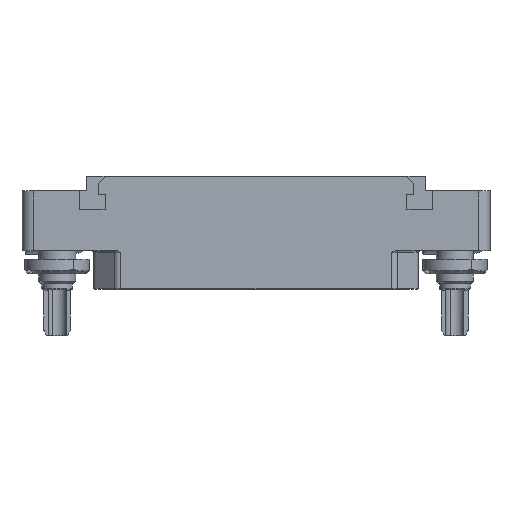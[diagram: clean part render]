
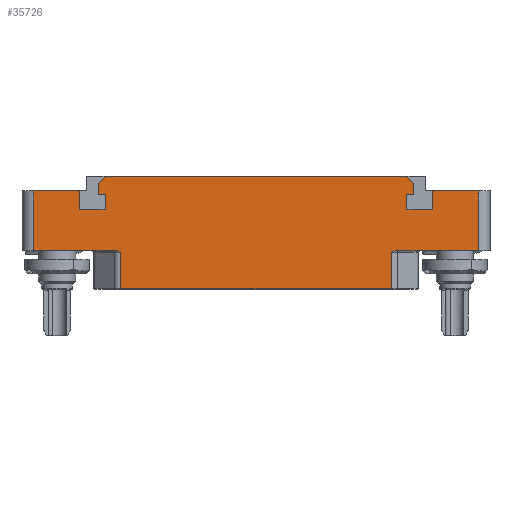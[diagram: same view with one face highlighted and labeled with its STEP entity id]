
A CAD part, top view. The second image highlights one B-rep face of the part: STEP entity #35726.
In plain terms, the highlighted planar face has unit normal (0, 0, 1).
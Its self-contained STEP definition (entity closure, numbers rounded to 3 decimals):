
#2768=DIRECTION('',(-1.,0.,0.));
#2769=VECTOR('',#2768,46.236);
#2770=CARTESIAN_POINT('',(23.118,-6.5,7.));
#2771=LINE('',#2770,#2769);
#2859=DIRECTION('',(1.,0.,0.));
#2860=VECTOR('',#2859,14.082);
#2861=CARTESIAN_POINT('',(-38.,0.,7.));
#2862=LINE('',#2861,#2860);
#6301=DIRECTION('',(0.,-1.,0.));
#6302=VECTOR('',#6301,10.25);
#6303=CARTESIAN_POINT('',(-38.,10.25,7.));
#6304=LINE('',#6303,#6302);
#6319=DIRECTION('',(1.,0.,0.));
#6320=VECTOR('',#6319,7.8);
#6321=CARTESIAN_POINT('',(-38.,10.25,7.));
#6322=LINE('',#6321,#6320);
#6323=DIRECTION('',(0.,-1.,0.));
#6324=VECTOR('',#6323,3.2);
#6325=CARTESIAN_POINT('',(-30.2,10.25,7.));
#6326=LINE('',#6325,#6324);
#6327=DIRECTION('',(1.,0.,0.));
#6328=VECTOR('',#6327,4.4);
#6329=CARTESIAN_POINT('',(-30.2,7.05,7.));
#6330=LINE('',#6329,#6328);
#6331=DIRECTION('',(0.,1.,0.));
#6332=VECTOR('',#6331,2.6);
#6333=CARTESIAN_POINT('',(-25.8,7.05,7.));
#6334=LINE('',#6333,#6332);
#6335=DIRECTION('',(-1.,0.,0.));
#6336=VECTOR('',#6335,1.2);
#6337=CARTESIAN_POINT('',(-25.8,9.65,7.));
#6338=LINE('',#6337,#6336);
#6339=DIRECTION('',(0.,-1.,0.));
#6340=VECTOR('',#6339,1.9);
#6341=CARTESIAN_POINT('',(-27.,11.55,7.));
#6342=LINE('',#6341,#6340);
#6343=DIRECTION('',(1.,0.,0.));
#6344=VECTOR('',#6343,51.6);
#6345=CARTESIAN_POINT('',(-25.8,12.75,7.));
#6346=LINE('',#6345,#6344);
#6347=DIRECTION('',(0.,-1.,0.));
#6348=VECTOR('',#6347,1.9);
#6349=CARTESIAN_POINT('',(27.,11.55,7.));
#6350=LINE('',#6349,#6348);
#6351=DIRECTION('',(-1.,0.,0.));
#6352=VECTOR('',#6351,1.2);
#6353=CARTESIAN_POINT('',(27.,9.65,7.));
#6354=LINE('',#6353,#6352);
#6355=DIRECTION('',(0.,-1.,0.));
#6356=VECTOR('',#6355,2.6);
#6357=CARTESIAN_POINT('',(25.8,9.65,7.));
#6358=LINE('',#6357,#6356);
#6359=DIRECTION('',(1.,0.,0.));
#6360=VECTOR('',#6359,4.4);
#6361=CARTESIAN_POINT('',(25.8,7.05,7.));
#6362=LINE('',#6361,#6360);
#6363=DIRECTION('',(0.,1.,0.));
#6364=VECTOR('',#6363,3.2);
#6365=CARTESIAN_POINT('',(30.2,7.05,7.));
#6366=LINE('',#6365,#6364);
#6367=DIRECTION('',(1.,0.,0.));
#6368=VECTOR('',#6367,7.8);
#6369=CARTESIAN_POINT('',(30.2,10.25,7.));
#6370=LINE('',#6369,#6368);
#6427=DIRECTION('',(1.,0.,0.));
#6428=VECTOR('',#6427,14.082);
#6429=CARTESIAN_POINT('',(23.918,0.,7.));
#6430=LINE('',#6429,#6428);
#10517=DIRECTION('',(0.,1.,0.));
#10518=VECTOR('',#10517,10.25);
#10519=CARTESIAN_POINT('',(38.,0.,7.));
#10520=LINE('',#10519,#10518);
#10581=CARTESIAN_POINT('',(23.118,-0.2,7.));
#10582=CARTESIAN_POINT('',(23.14,-0.192,7.));
#10583=CARTESIAN_POINT('',(23.184,-0.176,7.));
#10584=CARTESIAN_POINT('',(23.251,-0.152,7.));
#10585=CARTESIAN_POINT('',(23.318,-0.128,7.));
#10586=CARTESIAN_POINT('',(23.385,-0.106,7.));
#10587=CARTESIAN_POINT('',(23.451,-0.085,7.));
#10588=CARTESIAN_POINT('',(23.515,-0.066,7.));
#10589=CARTESIAN_POINT('',(23.577,-0.049,7.));
#10590=CARTESIAN_POINT('',(23.636,-0.035,7.));
#10591=CARTESIAN_POINT('',(23.688,-0.024,7.));
#10592=CARTESIAN_POINT('',(23.734,-0.016,7.));
#10593=CARTESIAN_POINT('',(23.776,-0.01,7.));
#10594=CARTESIAN_POINT('',(23.814,-0.005,7.));
#10595=CARTESIAN_POINT('',(23.85,-0.002,7.));
#10596=CARTESIAN_POINT('',(23.884,0.,7.));
#10597=CARTESIAN_POINT('',(23.907,0.,7.));
#10598=CARTESIAN_POINT('',(23.918,0.,7.));
#10614=DIRECTION('',(0.,1.,0.));
#10615=VECTOR('',#10614,6.3);
#10616=CARTESIAN_POINT('',(23.118,-6.5,7.));
#10617=LINE('',#10616,#10615);
#10618=DIRECTION('',(0.,1.,0.));
#10619=VECTOR('',#10618,6.3);
#10620=CARTESIAN_POINT('',(-23.118,-6.5,7.));
#10621=LINE('',#10620,#10619);
#10646=CARTESIAN_POINT('',(-23.918,0.,7.));
#10647=CARTESIAN_POINT('',(-23.907,0.,7.));
#10648=CARTESIAN_POINT('',(-23.884,0.,7.));
#10649=CARTESIAN_POINT('',(-23.85,-0.002,7.));
#10650=CARTESIAN_POINT('',(-23.814,-0.005,7.));
#10651=CARTESIAN_POINT('',(-23.776,-0.01,7.));
#10652=CARTESIAN_POINT('',(-23.734,-0.016,7.));
#10653=CARTESIAN_POINT('',(-23.688,-0.024,7.));
#10654=CARTESIAN_POINT('',(-23.636,-0.035,7.));
#10655=CARTESIAN_POINT('',(-23.577,-0.049,7.));
#10656=CARTESIAN_POINT('',(-23.515,-0.066,7.));
#10657=CARTESIAN_POINT('',(-23.451,-0.085,7.));
#10658=CARTESIAN_POINT('',(-23.385,-0.106,7.));
#10659=CARTESIAN_POINT('',(-23.318,-0.128,7.));
#10660=CARTESIAN_POINT('',(-23.251,-0.152,7.));
#10661=CARTESIAN_POINT('',(-23.184,-0.176,7.));
#10662=CARTESIAN_POINT('',(-23.14,-0.192,7.));
#10663=CARTESIAN_POINT('',(-23.118,-0.2,7.));
#10813=DIRECTION('',(-0.707,-0.707,0.));
#10814=VECTOR('',#10813,1.697);
#10815=CARTESIAN_POINT('',(-25.8,12.75,7.));
#10816=LINE('',#10815,#10814);
#10853=DIRECTION('',(0.707,-0.707,0.));
#10854=VECTOR('',#10853,1.697);
#10855=CARTESIAN_POINT('',(25.8,12.75,7.));
#10856=LINE('',#10855,#10854);
#27680=CARTESIAN_POINT('',(-30.2,10.25,7.));
#27681=CARTESIAN_POINT('',(-30.2,7.05,7.));
#27682=VERTEX_POINT('',#27680);
#27683=VERTEX_POINT('',#27681);
#27684=CARTESIAN_POINT('',(-25.8,7.05,7.));
#27685=VERTEX_POINT('',#27684);
#27686=CARTESIAN_POINT('',(-25.8,9.65,7.));
#27687=VERTEX_POINT('',#27686);
#27688=CARTESIAN_POINT('',(-27.,9.65,7.));
#27689=VERTEX_POINT('',#27688);
#27690=CARTESIAN_POINT('',(27.,9.65,7.));
#27691=CARTESIAN_POINT('',(25.8,9.65,7.));
#27692=VERTEX_POINT('',#27690);
#27693=VERTEX_POINT('',#27691);
#27694=CARTESIAN_POINT('',(25.8,7.05,7.));
#27695=VERTEX_POINT('',#27694);
#27696=CARTESIAN_POINT('',(30.2,7.05,7.));
#27697=VERTEX_POINT('',#27696);
#27698=CARTESIAN_POINT('',(30.2,10.25,7.));
#27699=VERTEX_POINT('',#27698);
#27704=CARTESIAN_POINT('',(-25.8,12.75,7.));
#27706=VERTEX_POINT('',#27704);
#27708=CARTESIAN_POINT('',(-27.,11.55,7.));
#27710=VERTEX_POINT('',#27708);
#27712=CARTESIAN_POINT('',(25.8,12.75,7.));
#27714=VERTEX_POINT('',#27712);
#27716=CARTESIAN_POINT('',(27.,11.55,7.));
#27718=VERTEX_POINT('',#27716);
#27808=CARTESIAN_POINT('',(38.,0.,7.));
#27809=CARTESIAN_POINT('',(38.,10.25,7.));
#27810=VERTEX_POINT('',#27808);
#27811=VERTEX_POINT('',#27809);
#27816=CARTESIAN_POINT('',(-38.,10.25,7.));
#27817=CARTESIAN_POINT('',(-38.,0.,7.));
#27818=VERTEX_POINT('',#27816);
#27819=VERTEX_POINT('',#27817);
#28021=CARTESIAN_POINT('',(23.118,-6.5,7.));
#28023=VERTEX_POINT('',#28021);
#28024=CARTESIAN_POINT('',(-23.118,-6.5,7.));
#28026=VERTEX_POINT('',#28024);
#28088=CARTESIAN_POINT('',(-23.118,-0.2,7.));
#28089=VERTEX_POINT('',#28088);
#28090=CARTESIAN_POINT('',(-23.918,0.,7.));
#28091=VERTEX_POINT('',#28090);
#28092=CARTESIAN_POINT('',(23.118,-0.2,7.));
#28094=VERTEX_POINT('',#28092);
#28096=CARTESIAN_POINT('',(23.918,0.,7.));
#28098=VERTEX_POINT('',#28096);
#35677=CARTESIAN_POINT('',(0.,0.,7.));
#35678=DIRECTION('',(0.,0.,-1.));
#35679=DIRECTION('',(-1.,0.,0.));
#35680=AXIS2_PLACEMENT_3D('',#35677,#35678,#35679);
#35681=PLANE('',#35680);
#35683=ORIENTED_EDGE('',*,*,#35682,.F.);
#35685=ORIENTED_EDGE('',*,*,#35684,.F.);
#35687=ORIENTED_EDGE('',*,*,#35686,.F.);
#35688=ORIENTED_EDGE('',*,*,#33569,.T.);
#35690=ORIENTED_EDGE('',*,*,#35689,.T.);
#35692=ORIENTED_EDGE('',*,*,#35691,.F.);
#35693=ORIENTED_EDGE('',*,*,#33650,.F.);
#35694=ORIENTED_EDGE('',*,*,#35669,.F.);
#35695=ORIENTED_EDGE('',*,*,#35645,.T.);
#35697=ORIENTED_EDGE('',*,*,#35696,.T.);
#35699=ORIENTED_EDGE('',*,*,#35698,.T.);
#35701=ORIENTED_EDGE('',*,*,#35700,.T.);
#35703=ORIENTED_EDGE('',*,*,#35702,.T.);
#35705=ORIENTED_EDGE('',*,*,#35704,.F.);
#35707=ORIENTED_EDGE('',*,*,#35706,.F.);
#35708=ORIENTED_EDGE('',*,*,#32994,.T.);
#35710=ORIENTED_EDGE('',*,*,#35709,.T.);
#35712=ORIENTED_EDGE('',*,*,#35711,.T.);
#35714=ORIENTED_EDGE('',*,*,#35713,.T.);
#35716=ORIENTED_EDGE('',*,*,#35715,.T.);
#35718=ORIENTED_EDGE('',*,*,#35717,.T.);
#35720=ORIENTED_EDGE('',*,*,#35719,.T.);
#35721=ORIENTED_EDGE('',*,*,#33384,.T.);
#35723=ORIENTED_EDGE('',*,*,#35722,.F.);
#35724=EDGE_LOOP('',(#35683,#35685,#35687,#35688,#35690,#35692,#35693,#35694,
#35695,#35697,#35699,#35701,#35703,#35705,#35707,#35708,#35710,#35712,#35714,
#35716,#35718,#35720,#35721,#35723));
#35725=FACE_OUTER_BOUND('',#35724,.F.);
#35726=ADVANCED_FACE('',(#35725),#35681,.F.);
#10599=B_SPLINE_CURVE_WITH_KNOTS('',3,(#10581,#10582,#10583,#10584,#10585,
#10586,#10587,#10588,#10589,#10590,#10591,#10592,#10593,#10594,#10595,#10596,
#10597,#10598),.UNSPECIFIED.,.F.,.F.,(4,1,1,1,1,1,1,1,1,1,1,1,1,1,1,4),(0.,
0.067,0.133,0.2,0.267,0.333,
0.4,0.467,0.533,0.6,0.667,
0.733,0.8,0.867,0.933,1.),
.UNSPECIFIED.);
#10664=B_SPLINE_CURVE_WITH_KNOTS('',3,(#10646,#10647,#10648,#10649,#10650,
#10651,#10652,#10653,#10654,#10655,#10656,#10657,#10658,#10659,#10660,#10661,
#10662,#10663),.UNSPECIFIED.,.F.,.F.,(4,1,1,1,1,1,1,1,1,1,1,1,1,1,1,4),(0.,
0.067,0.133,0.2,0.267,0.333,
0.4,0.467,0.533,0.6,0.667,
0.733,0.8,0.867,0.933,1.),
.UNSPECIFIED.);
#32994=EDGE_CURVE('',#27706,#27714,#6346,.T.);
#33384=EDGE_CURVE('',#27699,#27811,#6370,.T.);
#33569=EDGE_CURVE('',#28023,#28026,#2771,.T.);
#33650=EDGE_CURVE('',#27819,#28091,#2862,.T.);
#35645=EDGE_CURVE('',#27818,#27682,#6322,.T.);
#35669=EDGE_CURVE('',#27818,#27819,#6304,.T.);
#35682=EDGE_CURVE('',#28098,#27810,#6430,.T.);
#35684=EDGE_CURVE('',#28094,#28098,#10599,.T.);
#35686=EDGE_CURVE('',#28023,#28094,#10617,.T.);
#35689=EDGE_CURVE('',#28026,#28089,#10621,.T.);
#35691=EDGE_CURVE('',#28091,#28089,#10664,.T.);
#35696=EDGE_CURVE('',#27682,#27683,#6326,.T.);
#35698=EDGE_CURVE('',#27683,#27685,#6330,.T.);
#35700=EDGE_CURVE('',#27685,#27687,#6334,.T.);
#35702=EDGE_CURVE('',#27687,#27689,#6338,.T.);
#35704=EDGE_CURVE('',#27710,#27689,#6342,.T.);
#35706=EDGE_CURVE('',#27706,#27710,#10816,.T.);
#35709=EDGE_CURVE('',#27714,#27718,#10856,.T.);
#35711=EDGE_CURVE('',#27718,#27692,#6350,.T.);
#35713=EDGE_CURVE('',#27692,#27693,#6354,.T.);
#35715=EDGE_CURVE('',#27693,#27695,#6358,.T.);
#35717=EDGE_CURVE('',#27695,#27697,#6362,.T.);
#35719=EDGE_CURVE('',#27697,#27699,#6366,.T.);
#35722=EDGE_CURVE('',#27810,#27811,#10520,.T.);
